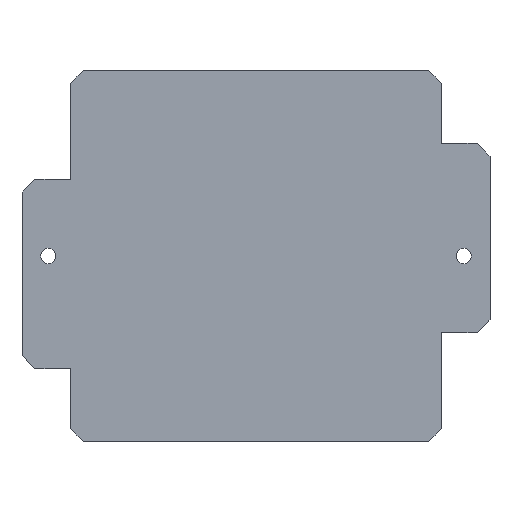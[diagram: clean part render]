
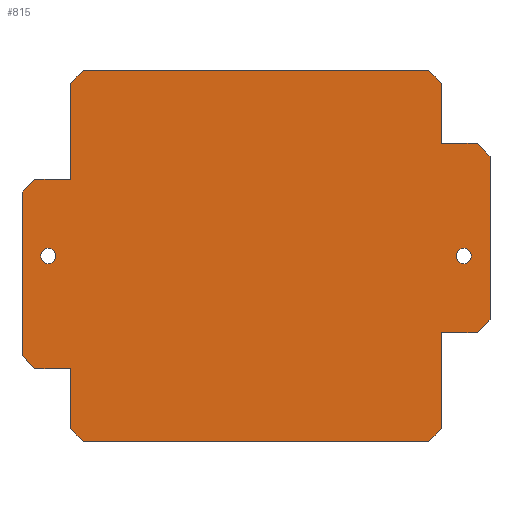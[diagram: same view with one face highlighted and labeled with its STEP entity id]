
A CAD part, top view. The second image highlights one B-rep face of the part: STEP entity #815.
In plain terms, the highlighted planar face has unit normal (0, 0, 1).
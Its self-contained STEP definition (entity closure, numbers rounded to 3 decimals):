
#39=AXIS2_PLACEMENT_3D('Circle Axis2P3D',#37,#38,$) ;
#74=AXIS2_PLACEMENT_3D('Circle Axis2P3D',#72,#73,$) ;
#96=AXIS2_PLACEMENT_3D('Circle Axis2P3D',#94,#95,$) ;
#131=AXIS2_PLACEMENT_3D('Circle Axis2P3D',#129,#130,$) ;
#778=AXIS2_PLACEMENT_3D('Plane Axis2P3D',#775,#776,#777) ;
#37=CARTESIAN_POINT('Axis2P3D Location',(10.25,72.5,2.)) ;
#41=CARTESIAN_POINT('Vertex',(7.25,72.5,2.)) ;
#43=CARTESIAN_POINT('Vertex',(13.25,72.5,2.)) ;
#72=CARTESIAN_POINT('Axis2P3D Location',(10.25,72.5,2.)) ;
#94=CARTESIAN_POINT('Axis2P3D Location',(172.75,72.5,2.)) ;
#98=CARTESIAN_POINT('Vertex',(175.75,72.5,2.)) ;
#100=CARTESIAN_POINT('Vertex',(169.75,72.5,2.)) ;
#129=CARTESIAN_POINT('Axis2P3D Location',(172.75,72.5,2.)) ;
#157=CARTESIAN_POINT('Vertex',(164.,140.,2.)) ;
#160=CARTESIAN_POINT('Line Origine',(164.,128.25,2.)) ;
#164=CARTESIAN_POINT('Vertex',(164.,116.5,2.)) ;
#202=CARTESIAN_POINT('Vertex',(159.,145.,2.)) ;
#205=CARTESIAN_POINT('Line Origine',(161.5,142.5,2.)) ;
#228=CARTESIAN_POINT('Vertex',(178.,116.5,2.)) ;
#236=CARTESIAN_POINT('Line Origine',(171.,116.5,2.)) ;
#259=CARTESIAN_POINT('Vertex',(183.,111.5,2.)) ;
#267=CARTESIAN_POINT('Line Origine',(180.5,114.,2.)) ;
#290=CARTESIAN_POINT('Vertex',(178.,42.5,2.)) ;
#293=CARTESIAN_POINT('Line Origine',(171.,42.5,2.)) ;
#297=CARTESIAN_POINT('Vertex',(164.,42.5,2.)) ;
#330=CARTESIAN_POINT('Vertex',(183.,47.5,2.)) ;
#338=CARTESIAN_POINT('Line Origine',(183.,79.5,2.)) ;
#360=CARTESIAN_POINT('Line Origine',(180.5,45.,2.)) ;
#378=CARTESIAN_POINT('Vertex',(164.,5.,2.)) ;
#386=CARTESIAN_POINT('Line Origine',(164.,23.75,2.)) ;
#409=CARTESIAN_POINT('Vertex',(159.,0.,2.)) ;
#417=CARTESIAN_POINT('Line Origine',(161.5,2.5,2.)) ;
#440=CARTESIAN_POINT('Vertex',(19.,5.,2.)) ;
#443=CARTESIAN_POINT('Line Origine',(19.,16.75,2.)) ;
#447=CARTESIAN_POINT('Vertex',(19.,28.5,2.)) ;
#480=CARTESIAN_POINT('Vertex',(24.,0.,2.)) ;
#488=CARTESIAN_POINT('Line Origine',(91.5,0.,2.)) ;
#510=CARTESIAN_POINT('Line Origine',(21.5,2.5,2.)) ;
#533=CARTESIAN_POINT('Vertex',(5.,28.5,2.)) ;
#541=CARTESIAN_POINT('Line Origine',(12.,28.5,2.)) ;
#564=CARTESIAN_POINT('Vertex',(0.,33.5,2.)) ;
#572=CARTESIAN_POINT('Line Origine',(2.5,31.,2.)) ;
#595=CARTESIAN_POINT('Vertex',(5.,102.5,2.)) ;
#598=CARTESIAN_POINT('Line Origine',(12.,102.5,2.)) ;
#602=CARTESIAN_POINT('Vertex',(19.,102.5,2.)) ;
#635=CARTESIAN_POINT('Vertex',(0.,97.5,2.)) ;
#643=CARTESIAN_POINT('Line Origine',(0.,65.5,2.)) ;
#665=CARTESIAN_POINT('Line Origine',(2.5,100.,2.)) ;
#683=CARTESIAN_POINT('Vertex',(19.,140.,2.)) ;
#691=CARTESIAN_POINT('Line Origine',(19.,121.25,2.)) ;
#714=CARTESIAN_POINT('Vertex',(24.,145.,2.)) ;
#717=CARTESIAN_POINT('Line Origine',(91.5,145.,2.)) ;
#775=CARTESIAN_POINT('Axis2P3D Location',(91.5,72.5,2.)) ;
#780=CARTESIAN_POINT('Line Origine',(21.5,142.5,2.)) ;
#38=DIRECTION('Axis2P3D Direction',(0.,0.,1.)) ;
#73=DIRECTION('Axis2P3D Direction',(0.,0.,1.)) ;
#95=DIRECTION('Axis2P3D Direction',(0.,0.,1.)) ;
#130=DIRECTION('Axis2P3D Direction',(0.,0.,1.)) ;
#161=DIRECTION('Vector Direction',(0.,-1.,0.)) ;
#206=DIRECTION('Vector Direction',(0.707,-0.707,0.)) ;
#237=DIRECTION('Vector Direction',(1.,0.,0.)) ;
#268=DIRECTION('Vector Direction',(0.707,-0.707,0.)) ;
#294=DIRECTION('Vector Direction',(-1.,0.,0.)) ;
#339=DIRECTION('Vector Direction',(0.,-1.,0.)) ;
#361=DIRECTION('Vector Direction',(0.707,0.707,0.)) ;
#387=DIRECTION('Vector Direction',(0.,-1.,0.)) ;
#418=DIRECTION('Vector Direction',(-0.707,-0.707,0.)) ;
#444=DIRECTION('Vector Direction',(0.,1.,0.)) ;
#489=DIRECTION('Vector Direction',(-1.,0.,0.)) ;
#511=DIRECTION('Vector Direction',(0.707,-0.707,0.)) ;
#542=DIRECTION('Vector Direction',(-1.,0.,0.)) ;
#573=DIRECTION('Vector Direction',(-0.707,0.707,0.)) ;
#599=DIRECTION('Vector Direction',(1.,0.,0.)) ;
#644=DIRECTION('Vector Direction',(0.,1.,0.)) ;
#666=DIRECTION('Vector Direction',(-0.707,-0.707,0.)) ;
#692=DIRECTION('Vector Direction',(0.,1.,0.)) ;
#718=DIRECTION('Vector Direction',(1.,0.,0.)) ;
#776=DIRECTION('Axis2P3D Direction',(0.,0.,1.)) ;
#777=DIRECTION('Axis2P3D XDirection',(1.,0.,0.)) ;
#781=DIRECTION('Vector Direction',(-0.707,-0.707,0.)) ;
#162=VECTOR('Line Direction',#161,1.) ;
#207=VECTOR('Line Direction',#206,1.) ;
#238=VECTOR('Line Direction',#237,1.) ;
#269=VECTOR('Line Direction',#268,1.) ;
#295=VECTOR('Line Direction',#294,1.) ;
#340=VECTOR('Line Direction',#339,1.) ;
#362=VECTOR('Line Direction',#361,1.) ;
#388=VECTOR('Line Direction',#387,1.) ;
#419=VECTOR('Line Direction',#418,1.) ;
#445=VECTOR('Line Direction',#444,1.) ;
#490=VECTOR('Line Direction',#489,1.) ;
#512=VECTOR('Line Direction',#511,1.) ;
#543=VECTOR('Line Direction',#542,1.) ;
#574=VECTOR('Line Direction',#573,1.) ;
#600=VECTOR('Line Direction',#599,1.) ;
#645=VECTOR('Line Direction',#644,1.) ;
#667=VECTOR('Line Direction',#666,1.) ;
#693=VECTOR('Line Direction',#692,1.) ;
#719=VECTOR('Line Direction',#718,1.) ;
#782=VECTOR('Line Direction',#781,1.) ;
#786=ORIENTED_EDGE('',*,*,#695,.T.) ;
#787=ORIENTED_EDGE('',*,*,#604,.T.) ;
#788=ORIENTED_EDGE('',*,*,#669,.F.) ;
#789=ORIENTED_EDGE('',*,*,#647,.T.) ;
#790=ORIENTED_EDGE('',*,*,#576,.F.) ;
#791=ORIENTED_EDGE('',*,*,#545,.T.) ;
#792=ORIENTED_EDGE('',*,*,#449,.T.) ;
#793=ORIENTED_EDGE('',*,*,#514,.F.) ;
#794=ORIENTED_EDGE('',*,*,#492,.T.) ;
#795=ORIENTED_EDGE('',*,*,#421,.F.) ;
#796=ORIENTED_EDGE('',*,*,#390,.T.) ;
#797=ORIENTED_EDGE('',*,*,#299,.T.) ;
#798=ORIENTED_EDGE('',*,*,#364,.F.) ;
#799=ORIENTED_EDGE('',*,*,#342,.T.) ;
#800=ORIENTED_EDGE('',*,*,#271,.F.) ;
#801=ORIENTED_EDGE('',*,*,#240,.T.) ;
#802=ORIENTED_EDGE('',*,*,#166,.T.) ;
#803=ORIENTED_EDGE('',*,*,#209,.F.) ;
#804=ORIENTED_EDGE('',*,*,#721,.T.) ;
#805=ORIENTED_EDGE('',*,*,#784,.F.) ;
#808=ORIENTED_EDGE('',*,*,#45,.F.) ;
#809=ORIENTED_EDGE('',*,*,#76,.F.) ;
#812=ORIENTED_EDGE('',*,*,#102,.F.) ;
#813=ORIENTED_EDGE('',*,*,#133,.F.) ;
#810=FACE_BOUND('',#807,.T.) ;
#814=FACE_BOUND('',#811,.T.) ;
#815=ADVANCED_FACE('K\X2\00F6\X0\rper.2',(#806,#810,#814),#779,.T.) ;
#40=CIRCLE('generated circle',#39,3.) ;
#75=CIRCLE('generated circle',#74,3.) ;
#97=CIRCLE('generated circle',#96,3.) ;
#132=CIRCLE('generated circle',#131,3.) ;
#45=EDGE_CURVE('',#42,#44,#40,.T.) ;
#76=EDGE_CURVE('',#44,#42,#75,.T.) ;
#102=EDGE_CURVE('',#99,#101,#97,.T.) ;
#133=EDGE_CURVE('',#101,#99,#132,.T.) ;
#166=EDGE_CURVE('',#165,#158,#163,.F.) ;
#209=EDGE_CURVE('',#203,#158,#208,.T.) ;
#240=EDGE_CURVE('',#229,#165,#239,.F.) ;
#271=EDGE_CURVE('',#229,#260,#270,.T.) ;
#299=EDGE_CURVE('',#298,#291,#296,.F.) ;
#342=EDGE_CURVE('',#331,#260,#341,.F.) ;
#364=EDGE_CURVE('',#331,#291,#363,.F.) ;
#390=EDGE_CURVE('',#379,#298,#389,.F.) ;
#421=EDGE_CURVE('',#379,#410,#420,.T.) ;
#449=EDGE_CURVE('',#448,#441,#446,.F.) ;
#492=EDGE_CURVE('',#481,#410,#491,.F.) ;
#514=EDGE_CURVE('',#481,#441,#513,.F.) ;
#545=EDGE_CURVE('',#534,#448,#544,.F.) ;
#576=EDGE_CURVE('',#534,#565,#575,.T.) ;
#604=EDGE_CURVE('',#603,#596,#601,.F.) ;
#647=EDGE_CURVE('',#636,#565,#646,.F.) ;
#669=EDGE_CURVE('',#636,#596,#668,.F.) ;
#695=EDGE_CURVE('',#684,#603,#694,.F.) ;
#721=EDGE_CURVE('',#203,#715,#720,.F.) ;
#784=EDGE_CURVE('',#684,#715,#783,.F.) ;
#785=EDGE_LOOP('',(#786,#787,#788,#789,#790,#791,#792,#793,#794,#795,#796,#797,#798,#799,#800,#801,#802,#803,#804,#805)) ;
#807=EDGE_LOOP('',(#808,#809)) ;
#811=EDGE_LOOP('',(#812,#813)) ;
#806=FACE_OUTER_BOUND('',#785,.T.) ;
#163=LINE('Line',#160,#162) ;
#208=LINE('Line',#205,#207) ;
#239=LINE('Line',#236,#238) ;
#270=LINE('Line',#267,#269) ;
#296=LINE('Line',#293,#295) ;
#341=LINE('Line',#338,#340) ;
#363=LINE('Line',#360,#362) ;
#389=LINE('Line',#386,#388) ;
#420=LINE('Line',#417,#419) ;
#446=LINE('Line',#443,#445) ;
#491=LINE('Line',#488,#490) ;
#513=LINE('Line',#510,#512) ;
#544=LINE('Line',#541,#543) ;
#575=LINE('Line',#572,#574) ;
#601=LINE('Line',#598,#600) ;
#646=LINE('Line',#643,#645) ;
#668=LINE('Line',#665,#667) ;
#694=LINE('Line',#691,#693) ;
#720=LINE('Line',#717,#719) ;
#783=LINE('Line',#780,#782) ;
#779=PLANE('',#778) ;
#42=VERTEX_POINT('',#41) ;
#44=VERTEX_POINT('',#43) ;
#99=VERTEX_POINT('',#98) ;
#101=VERTEX_POINT('',#100) ;
#158=VERTEX_POINT('',#157) ;
#165=VERTEX_POINT('',#164) ;
#203=VERTEX_POINT('',#202) ;
#229=VERTEX_POINT('',#228) ;
#260=VERTEX_POINT('',#259) ;
#291=VERTEX_POINT('',#290) ;
#298=VERTEX_POINT('',#297) ;
#331=VERTEX_POINT('',#330) ;
#379=VERTEX_POINT('',#378) ;
#410=VERTEX_POINT('',#409) ;
#441=VERTEX_POINT('',#440) ;
#448=VERTEX_POINT('',#447) ;
#481=VERTEX_POINT('',#480) ;
#534=VERTEX_POINT('',#533) ;
#565=VERTEX_POINT('',#564) ;
#596=VERTEX_POINT('',#595) ;
#603=VERTEX_POINT('',#602) ;
#636=VERTEX_POINT('',#635) ;
#684=VERTEX_POINT('',#683) ;
#715=VERTEX_POINT('',#714) ;
